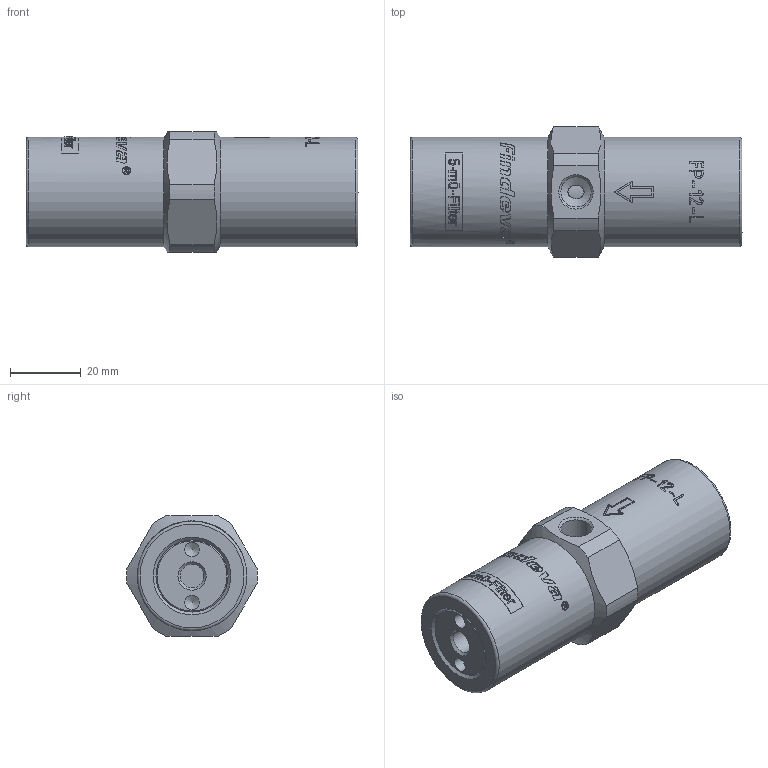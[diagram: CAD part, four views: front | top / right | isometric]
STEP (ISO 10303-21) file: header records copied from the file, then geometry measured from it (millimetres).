
FILE_DESCRIPTION((''),'2;1');
FILE_NAME('9012-30-M.stp','2012-04-02T23:10:38',('Petr'),(''),'Autodesk Inventor 2011','Autodesk Inventor 2011','');
FILE_SCHEMA(('CONFIG_CONTROL_DESIGN'));
Length unit declared in the file: millimetre
Products named in the file (1): 9012-30-M
Bounding box: 94 x 37.09 x 34 mm (x, y, z)
Volume: 71989.3 mm3; surface area: 12403.5 mm2
Topology: 1 solids, 1 shells, 432 faces, 1147 edges, 762 vertices
Faces by surface type: bspline 184, plane 176, cylinder 56, cone 14, torus 2
Full cylindrical faces by diameter (mm): 4.2 x4, 6.647 x1, 8.566 x2, 31 x2
Entity records: 45133 total; most frequent: CARTESIAN_POINT 35662, ORIENTED_EDGE 2220, DIRECTION 1234, EDGE_CURVE 1110, VERTEX_POINT 750, B_SPLINE_CURVE_WITH_KNOTS 517, EDGE_LOOP 502, FACE_OUTER_BOUND 432
